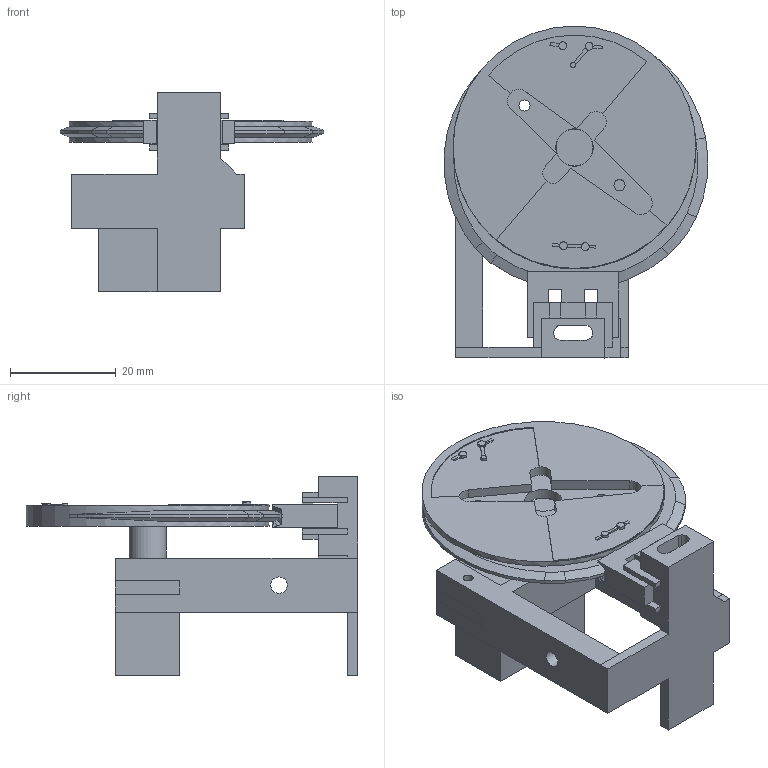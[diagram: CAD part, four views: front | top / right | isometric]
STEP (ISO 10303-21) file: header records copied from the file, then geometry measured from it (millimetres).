
FILE_DESCRIPTION(/* description */ (''),/* implementation_level */ '2;1');
FILE_NAME(/* name */ 'DIYPinchValve v2.step',/* time_stamp */ '2021-10-23T10:34:37-04:00',/* author */ (''),/* organization */ (''),/* preprocessor_version */ 'ST-DEVELOPER v18.1',/* originating_system */ 'Autodesk Translation Framework v10.10.0.1391',/* authorisation */ '');
FILE_SCHEMA (('AUTOMOTIVE_DESIGN { 1 0 10303 214 3 1 1 }'));
Length unit declared in the file: millimetre
Products named in the file (1): DIYPinchValve
Bounding box: 49.93 x 62.8 x 37.75 mm (x, y, z)
Volume: 20807.5 mm3; surface area: 13843.7 mm2
Topology: 4 solids, 4 shells, 241 faces, 689 edges, 454 vertices
Faces by surface type: plane 175, cylinder 38, cone 14, bspline 14
Full cylindrical faces by diameter (mm): 1 x1, 1.5 x4, 1.9 x2, 2.1 x2, 2.5 x4, 3.1 x2, 7 x1, 7.1 x1, 46 x1
Entity records: 8197 total; most frequent: CARTESIAN_POINT 1857, ORIENTED_EDGE 1378, DIRECTION 1201, EDGE_CURVE 689, LINE 513, VECTOR 513, VERTEX_POINT 454, AXIS2_PLACEMENT_3D 344
